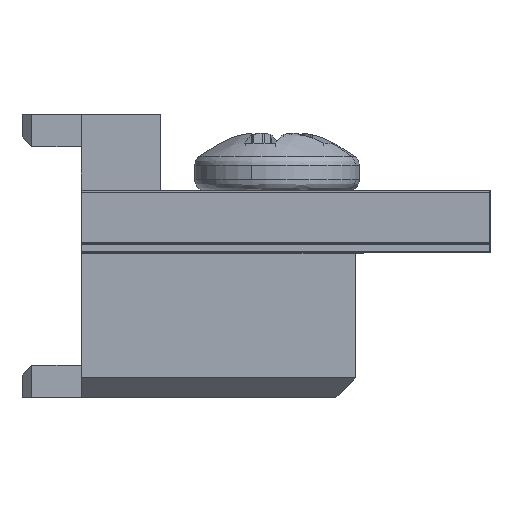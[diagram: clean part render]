
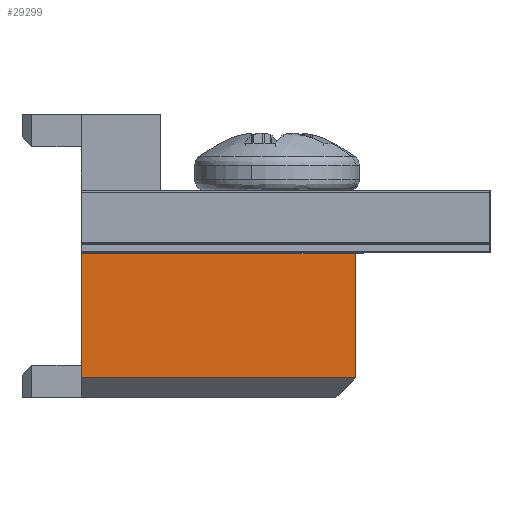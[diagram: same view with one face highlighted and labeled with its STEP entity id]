
A CAD part, left-side view. The second image highlights one B-rep face of the part: STEP entity #29299.
In plain terms, the highlighted planar face has unit normal (-1, 0, 0).
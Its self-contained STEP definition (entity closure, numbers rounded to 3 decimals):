
#5526 = EDGE_CURVE ( 'NONE', #33176, #47594, #22210, .T. ) ;
#13868 = DIRECTION ( 'NONE',  ( 1., 0., 0. ) ) ;
#15529 = DIRECTION ( 'NONE',  ( 0., -1., 0. ) ) ;
#16923 = AXIS2_PLACEMENT_3D ( 'NONE', #19882, #13868, #48961 ) ;
#17903 = EDGE_CURVE ( 'NONE', #50820, #85446, #89367, .T. ) ;
#19882 = CARTESIAN_POINT ( 'NONE',  ( -19., 7.048, 3.636 ) ) ;
#22210 = LINE ( 'NONE', #57770, #43708 ) ;
#23404 = VECTOR ( 'NONE', #34314, 1000. ) ;
#25634 = CARTESIAN_POINT ( 'NONE',  ( -19., 7.048, 0.089 ) ) ;
#29299 = ADVANCED_FACE ( 'NONE', ( #75366 ), #61975, .F. ) ;
#32068 = CARTESIAN_POINT ( 'NONE',  ( -19., 0., 0.089 ) ) ;
#33176 = VERTEX_POINT ( 'NONE', #50933 ) ;
#34314 = DIRECTION ( 'NONE',  ( 0., 0., 1. ) ) ;
#37183 = LINE ( 'NONE', #78848, #55104 ) ;
#43012 = LINE ( 'NONE', #25634, #67872 ) ;
#43140 = CARTESIAN_POINT ( 'NONE',  ( -19., 7.048, -3.136 ) ) ;
#43708 = VECTOR ( 'NONE', #56410, 1000. ) ;
#47594 = VERTEX_POINT ( 'NONE', #32068 ) ;
#48961 = DIRECTION ( 'NONE',  ( 0., 0., -1. ) ) ;
#49847 = ORIENTED_EDGE ( 'NONE', *, *, #77370, .T. ) ;
#50820 = VERTEX_POINT ( 'NONE', #43140 ) ;
#50933 = CARTESIAN_POINT ( 'NONE',  ( -19., 0., -3.136 ) ) ;
#55104 = VECTOR ( 'NONE', #15529, 1000. ) ;
#56410 = DIRECTION ( 'NONE',  ( 0., 0., 1. ) ) ;
#57770 = CARTESIAN_POINT ( 'NONE',  ( -19., 0., 3.636 ) ) ;
#59420 = ORIENTED_EDGE ( 'NONE', *, *, #5526, .T. ) ;
#61975 = PLANE ( 'NONE',  #16923 ) ;
#62845 = EDGE_CURVE ( 'NONE', #47594, #85446, #43012, .T. ) ;
#63860 = DIRECTION ( 'NONE',  ( 0., 1., 0. ) ) ;
#64444 = CARTESIAN_POINT ( 'NONE',  ( -19., 7.048, 0.089 ) ) ;
#67872 = VECTOR ( 'NONE', #63860, 1000. ) ;
#70488 = ORIENTED_EDGE ( 'NONE', *, *, #17903, .F. ) ;
#75265 = EDGE_LOOP ( 'NONE', ( #70488, #49847, #59420, #90102 ) ) ;
#75366 = FACE_OUTER_BOUND ( 'NONE', #75265, .T. ) ;
#77330 = CARTESIAN_POINT ( 'NONE',  ( -19., 7.048, 3.636 ) ) ;
#77370 = EDGE_CURVE ( 'NONE', #50820, #33176, #37183, .T. ) ;
#78848 = CARTESIAN_POINT ( 'NONE',  ( -19., 7.048, -3.136 ) ) ;
#85446 = VERTEX_POINT ( 'NONE', #64444 ) ;
#89367 = LINE ( 'NONE', #77330, #23404 ) ;
#90102 = ORIENTED_EDGE ( 'NONE', *, *, #62845, .T. ) ;
